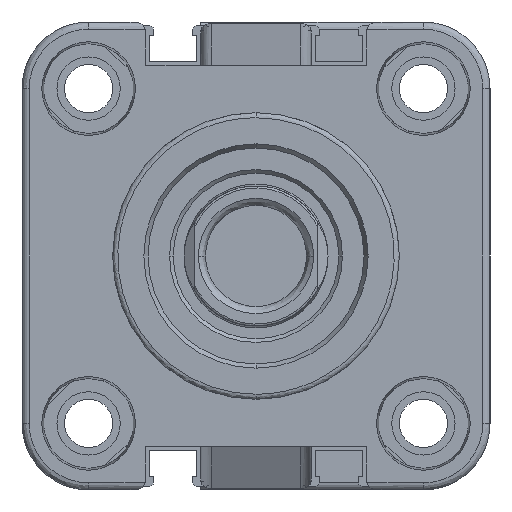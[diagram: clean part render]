
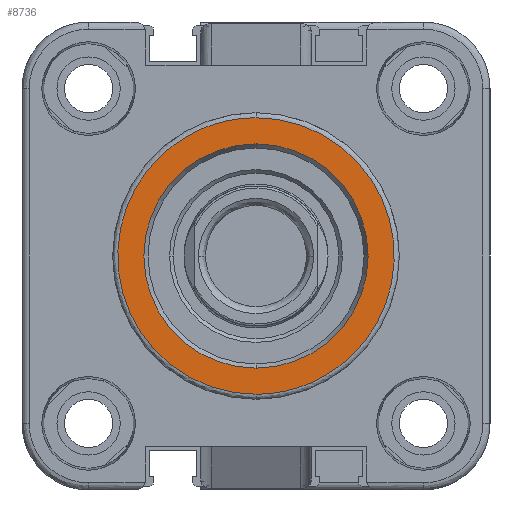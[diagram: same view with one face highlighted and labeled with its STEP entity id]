
A CAD part, front view. The second image highlights one B-rep face of the part: STEP entity #8736.
In plain terms, the highlighted face is planar.
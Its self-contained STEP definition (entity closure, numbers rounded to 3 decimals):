
#150 = VERTEX_POINT ( 'NONE', #10149 ) ;
#1172 = EDGE_LOOP ( 'NONE', ( #9002, #6794 ) ) ;
#1696 = CARTESIAN_POINT ( 'NONE',  ( 274.95, 214.438, 269.266 ) ) ;
#2348 = CARTESIAN_POINT ( 'NONE',  ( 274.95, 234.338, 288.466 ) ) ;
#2390 = CARTESIAN_POINT ( 'NONE',  ( 274.95, 214.438, 307.666 ) ) ;
#2487 = DIRECTION ( 'NONE',  ( 1., 0., 0. ) ) ;
#3004 = AXIS2_PLACEMENT_3D ( 'NONE', #2348, #5775, #12176 ) ;
#3328 = CARTESIAN_POINT ( 'NONE',  ( 274.95, 252.838, 269.266 ) ) ;
#3726 =( BOUNDED_CURVE ( )  B_SPLINE_CURVE ( 3, ( #2390, #6587, #3328, #6677 ),
 .UNSPECIFIED., .F., .F. ) 
 B_SPLINE_CURVE_WITH_KNOTS ( ( 4, 4 ),
 ( 0., 1. ),
 .UNSPECIFIED. ) 
 CURVE ( )  GEOMETRIC_REPRESENTATION_ITEM ( )  RATIONAL_B_SPLINE_CURVE ( ( 1., 0.333, 0.333, 1. ) ) 
 REPRESENTATION_ITEM ( '' )  );
#4812 = EDGE_CURVE ( 'NONE', #12976, #11855, #3726, .T. ) ;
#4992 = EDGE_CURVE ( 'NONE', #8304, #150, #9440, .T. ) ;
#5502 = CIRCLE ( 'NONE', #7007, 15.577 ) ;
#5645 = PLANE ( 'NONE',  #3004 ) ;
#5775 = DIRECTION ( 'NONE',  ( -1., 0., 0. ) ) ;
#5796 = EDGE_CURVE ( 'NONE', #150, #8304, #5502, .T. ) ;
#6036 = CARTESIAN_POINT ( 'NONE',  ( 274.95, 214.438, 307.666 ) ) ;
#6587 = CARTESIAN_POINT ( 'NONE',  ( 274.95, 252.838, 307.666 ) ) ;
#6677 = CARTESIAN_POINT ( 'NONE',  ( 274.95, 214.438, 269.266 ) ) ;
#6778 = CARTESIAN_POINT ( 'NONE',  ( 274.95, 214.438, 288.466 ) ) ;
#6794 = ORIENTED_EDGE ( 'NONE', *, *, #5796, .F. ) ;
#7007 = AXIS2_PLACEMENT_3D ( 'NONE', #6778, #2487, #9015 ) ;
#7609 = ORIENTED_EDGE ( 'NONE', *, *, #4812, .F. ) ;
#8304 = VERTEX_POINT ( 'NONE', #13376 ) ;
#8732 = ORIENTED_EDGE ( 'NONE', *, *, #12846, .F. ) ;
#8736 = ADVANCED_FACE ( 'NONE', ( #13948, #11035 ), #5645, .F. ) ;
#9000 = DIRECTION ( 'NONE',  ( 1., 0., 0. ) ) ;
#9002 = ORIENTED_EDGE ( 'NONE', *, *, #4992, .F. ) ;
#9015 = DIRECTION ( 'NONE',  ( 0., 0., -1. ) ) ;
#9266 = CARTESIAN_POINT ( 'NONE',  ( 274.95, 176.038, 307.666 ) ) ;
#9362 = CARTESIAN_POINT ( 'NONE',  ( 274.95, 176.038, 269.266 ) ) ;
#9440 = CIRCLE ( 'NONE', #12694, 15.577 ) ;
#10088 = CARTESIAN_POINT ( 'NONE',  ( 274.95, 214.438, 269.266 ) ) ;
#10149 = CARTESIAN_POINT ( 'NONE',  ( 274.95, 214.438, 304.043 ) ) ;
#11035 = FACE_OUTER_BOUND ( 'NONE', #12160, .T. ) ;
#11255 = CARTESIAN_POINT ( 'NONE',  ( 274.95, 214.438, 288.466 ) ) ;
#11416 =( BOUNDED_CURVE ( )  B_SPLINE_CURVE ( 3, ( #1696, #9362, #9266, #6036 ),
 .UNSPECIFIED., .F., .F. ) 
 B_SPLINE_CURVE_WITH_KNOTS ( ( 4, 4 ),
 ( 0., 1. ),
 .UNSPECIFIED. ) 
 CURVE ( )  GEOMETRIC_REPRESENTATION_ITEM ( )  RATIONAL_B_SPLINE_CURVE ( ( 1., 0.333, 0.333, 1. ) ) 
 REPRESENTATION_ITEM ( '' )  );
#11623 = CARTESIAN_POINT ( 'NONE',  ( 274.95, 214.438, 307.666 ) ) ;
#11855 = VERTEX_POINT ( 'NONE', #10088 ) ;
#12160 = EDGE_LOOP ( 'NONE', ( #7609, #8732 ) ) ;
#12176 = DIRECTION ( 'NONE',  ( 0., 0., 1. ) ) ;
#12694 = AXIS2_PLACEMENT_3D ( 'NONE', #11255, #9000, #13461 ) ;
#12846 = EDGE_CURVE ( 'NONE', #11855, #12976, #11416, .T. ) ;
#12976 = VERTEX_POINT ( 'NONE', #11623 ) ;
#13376 = CARTESIAN_POINT ( 'NONE',  ( 274.95, 214.438, 272.889 ) ) ;
#13461 = DIRECTION ( 'NONE',  ( 0., 0., -1. ) ) ;
#13948 = FACE_BOUND ( 'NONE', #1172, .T. ) ;
